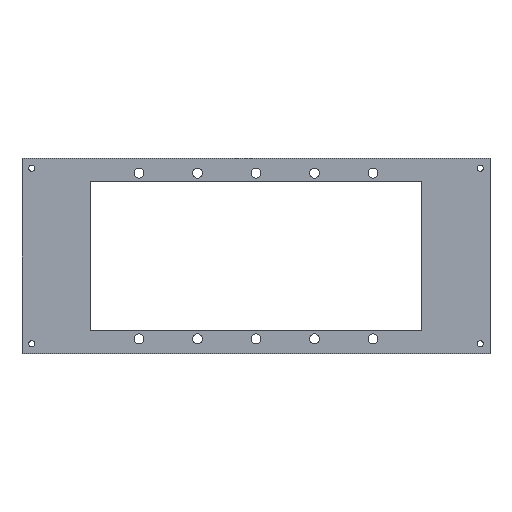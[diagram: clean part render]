
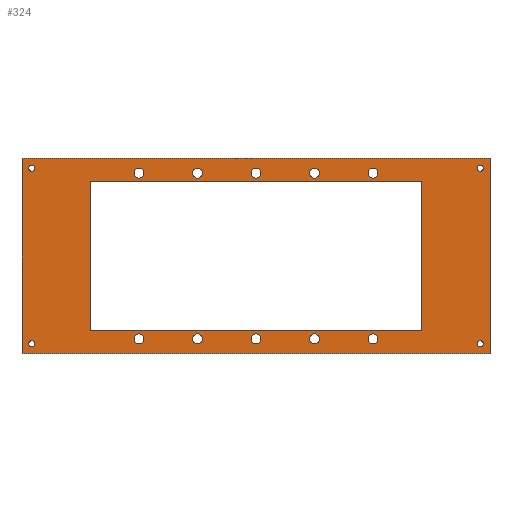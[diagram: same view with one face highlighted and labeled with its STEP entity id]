
A CAD part, top view. The second image highlights one B-rep face of the part: STEP entity #324.
In plain terms, the highlighted planar face has unit normal (0, 0, 1).
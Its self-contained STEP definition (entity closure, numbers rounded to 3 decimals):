
#24 = VERTEX_POINT('',#25);
#25 = CARTESIAN_POINT('',(-120.,50.,3.));
#31 = EDGE_CURVE('',#24,#32,#34,.T.);
#32 = VERTEX_POINT('',#33);
#33 = CARTESIAN_POINT('',(-120.,-50.,3.));
#34 = LINE('',#35,#36);
#35 = CARTESIAN_POINT('',(-120.,50.,3.));
#36 = VECTOR('',#37,1.);
#37 = DIRECTION('',(0.,-1.,0.));
#64 = VERTEX_POINT('',#65);
#65 = CARTESIAN_POINT('',(120.,50.,3.));
#71 = EDGE_CURVE('',#64,#24,#72,.T.);
#72 = LINE('',#73,#74);
#73 = CARTESIAN_POINT('',(120.,50.,3.));
#74 = VECTOR('',#75,1.);
#75 = DIRECTION('',(-1.,0.,0.));
#93 = EDGE_CURVE('',#32,#94,#96,.T.);
#94 = VERTEX_POINT('',#95);
#95 = CARTESIAN_POINT('',(120.,-50.,3.));
#96 = LINE('',#97,#98);
#97 = CARTESIAN_POINT('',(-120.,-50.,3.));
#98 = VECTOR('',#99,1.);
#99 = DIRECTION('',(1.,0.,0.));
#324 = ADVANCED_FACE('',(#325,#336,#347,#358,#369,#380,#391,#402,#413,
    #447,#458,#469,#480,#491,#502,#513),#524,.T.);
#325 = FACE_BOUND('',#326,.T.);
#326 = EDGE_LOOP('',(#327,#328,#329,#335));
#327 = ORIENTED_EDGE('',*,*,#31,.T.);
#328 = ORIENTED_EDGE('',*,*,#93,.T.);
#329 = ORIENTED_EDGE('',*,*,#330,.T.);
#330 = EDGE_CURVE('',#94,#64,#331,.T.);
#331 = LINE('',#332,#333);
#332 = CARTESIAN_POINT('',(120.,-50.,3.));
#333 = VECTOR('',#334,1.);
#334 = DIRECTION('',(0.,1.,0.));
#335 = ORIENTED_EDGE('',*,*,#71,.T.);
#336 = FACE_BOUND('',#337,.T.);
#337 = EDGE_LOOP('',(#338));
#338 = ORIENTED_EDGE('',*,*,#339,.F.);
#339 = EDGE_CURVE('',#340,#340,#342,.T.);
#340 = VERTEX_POINT('',#341);
#341 = CARTESIAN_POINT('',(-113.45,-45.,3.));
#342 = CIRCLE('',#343,1.55);
#343 = AXIS2_PLACEMENT_3D('',#344,#345,#346);
#344 = CARTESIAN_POINT('',(-115.,-45.,3.));
#345 = DIRECTION('',(0.,0.,1.));
#346 = DIRECTION('',(1.,0.,0.));
#347 = FACE_BOUND('',#348,.T.);
#348 = EDGE_LOOP('',(#349));
#349 = ORIENTED_EDGE('',*,*,#350,.F.);
#350 = EDGE_CURVE('',#351,#351,#353,.T.);
#351 = VERTEX_POINT('',#352);
#352 = CARTESIAN_POINT('',(-57.45,-42.5,3.));
#353 = CIRCLE('',#354,2.55);
#354 = AXIS2_PLACEMENT_3D('',#355,#356,#357);
#355 = CARTESIAN_POINT('',(-60.,-42.5,3.));
#356 = DIRECTION('',(0.,0.,1.));
#357 = DIRECTION('',(1.,0.,0.));
#358 = FACE_BOUND('',#359,.T.);
#359 = EDGE_LOOP('',(#360));
#360 = ORIENTED_EDGE('',*,*,#361,.F.);
#361 = EDGE_CURVE('',#362,#362,#364,.T.);
#362 = VERTEX_POINT('',#363);
#363 = CARTESIAN_POINT('',(-27.45,-42.5,3.));
#364 = CIRCLE('',#365,2.55);
#365 = AXIS2_PLACEMENT_3D('',#366,#367,#368);
#366 = CARTESIAN_POINT('',(-30.,-42.5,3.));
#367 = DIRECTION('',(0.,0.,1.));
#368 = DIRECTION('',(1.,0.,0.));
#369 = FACE_BOUND('',#370,.T.);
#370 = EDGE_LOOP('',(#371));
#371 = ORIENTED_EDGE('',*,*,#372,.F.);
#372 = EDGE_CURVE('',#373,#373,#375,.T.);
#373 = VERTEX_POINT('',#374);
#374 = CARTESIAN_POINT('',(2.55,-42.5,3.));
#375 = CIRCLE('',#376,2.55);
#376 = AXIS2_PLACEMENT_3D('',#377,#378,#379);
#377 = CARTESIAN_POINT('',(0.,-42.5,3.));
#378 = DIRECTION('',(0.,0.,1.));
#379 = DIRECTION('',(1.,0.,0.));
#380 = FACE_BOUND('',#381,.T.);
#381 = EDGE_LOOP('',(#382));
#382 = ORIENTED_EDGE('',*,*,#383,.F.);
#383 = EDGE_CURVE('',#384,#384,#386,.T.);
#384 = VERTEX_POINT('',#385);
#385 = CARTESIAN_POINT('',(32.55,-42.5,3.));
#386 = CIRCLE('',#387,2.55);
#387 = AXIS2_PLACEMENT_3D('',#388,#389,#390);
#388 = CARTESIAN_POINT('',(30.,-42.5,3.));
#389 = DIRECTION('',(0.,0.,1.));
#390 = DIRECTION('',(1.,0.,0.));
#391 = FACE_BOUND('',#392,.T.);
#392 = EDGE_LOOP('',(#393));
#393 = ORIENTED_EDGE('',*,*,#394,.F.);
#394 = EDGE_CURVE('',#395,#395,#397,.T.);
#395 = VERTEX_POINT('',#396);
#396 = CARTESIAN_POINT('',(62.55,-42.5,3.));
#397 = CIRCLE('',#398,2.55);
#398 = AXIS2_PLACEMENT_3D('',#399,#400,#401);
#399 = CARTESIAN_POINT('',(60.,-42.5,3.));
#400 = DIRECTION('',(0.,0.,1.));
#401 = DIRECTION('',(1.,0.,0.));
#402 = FACE_BOUND('',#403,.T.);
#403 = EDGE_LOOP('',(#404));
#404 = ORIENTED_EDGE('',*,*,#405,.T.);
#405 = EDGE_CURVE('',#406,#406,#408,.T.);
#406 = VERTEX_POINT('',#407);
#407 = CARTESIAN_POINT('',(113.45,-45.,3.));
#408 = CIRCLE('',#409,1.55);
#409 = AXIS2_PLACEMENT_3D('',#410,#411,#412);
#410 = CARTESIAN_POINT('',(115.,-45.,3.));
#411 = DIRECTION('',(0.,0.,-1.));
#412 = DIRECTION('',(-1.,-0.,-0.));
#413 = FACE_BOUND('',#414,.T.);
#414 = EDGE_LOOP('',(#415,#425,#433,#441));
#415 = ORIENTED_EDGE('',*,*,#416,.F.);
#416 = EDGE_CURVE('',#417,#419,#421,.T.);
#417 = VERTEX_POINT('',#418);
#418 = CARTESIAN_POINT('',(-85.,38.,3.));
#419 = VERTEX_POINT('',#420);
#420 = CARTESIAN_POINT('',(-85.,-38.,3.));
#421 = LINE('',#422,#423);
#422 = CARTESIAN_POINT('',(-85.,38.,3.));
#423 = VECTOR('',#424,1.);
#424 = DIRECTION('',(0.,-1.,0.));
#425 = ORIENTED_EDGE('',*,*,#426,.F.);
#426 = EDGE_CURVE('',#427,#417,#429,.T.);
#427 = VERTEX_POINT('',#428);
#428 = CARTESIAN_POINT('',(85.,38.,3.));
#429 = LINE('',#430,#431);
#430 = CARTESIAN_POINT('',(85.,38.,3.));
#431 = VECTOR('',#432,1.);
#432 = DIRECTION('',(-1.,0.,0.));
#433 = ORIENTED_EDGE('',*,*,#434,.F.);
#434 = EDGE_CURVE('',#435,#427,#437,.T.);
#435 = VERTEX_POINT('',#436);
#436 = CARTESIAN_POINT('',(85.,-38.,3.));
#437 = LINE('',#438,#439);
#438 = CARTESIAN_POINT('',(85.,-38.,3.));
#439 = VECTOR('',#440,1.);
#440 = DIRECTION('',(0.,1.,0.));
#441 = ORIENTED_EDGE('',*,*,#442,.F.);
#442 = EDGE_CURVE('',#419,#435,#443,.T.);
#443 = LINE('',#444,#445);
#444 = CARTESIAN_POINT('',(-85.,-38.,3.));
#445 = VECTOR('',#446,1.);
#446 = DIRECTION('',(1.,0.,0.));
#447 = FACE_BOUND('',#448,.T.);
#448 = EDGE_LOOP('',(#449));
#449 = ORIENTED_EDGE('',*,*,#450,.F.);
#450 = EDGE_CURVE('',#451,#451,#453,.T.);
#451 = VERTEX_POINT('',#452);
#452 = CARTESIAN_POINT('',(-113.45,45.,3.));
#453 = CIRCLE('',#454,1.55);
#454 = AXIS2_PLACEMENT_3D('',#455,#456,#457);
#455 = CARTESIAN_POINT('',(-115.,45.,3.));
#456 = DIRECTION('',(0.,0.,1.));
#457 = DIRECTION('',(1.,0.,0.));
#458 = FACE_BOUND('',#459,.T.);
#459 = EDGE_LOOP('',(#460));
#460 = ORIENTED_EDGE('',*,*,#461,.F.);
#461 = EDGE_CURVE('',#462,#462,#464,.T.);
#462 = VERTEX_POINT('',#463);
#463 = CARTESIAN_POINT('',(-57.45,42.5,3.));
#464 = CIRCLE('',#465,2.55);
#465 = AXIS2_PLACEMENT_3D('',#466,#467,#468);
#466 = CARTESIAN_POINT('',(-60.,42.5,3.));
#467 = DIRECTION('',(0.,0.,1.));
#468 = DIRECTION('',(1.,0.,0.));
#469 = FACE_BOUND('',#470,.T.);
#470 = EDGE_LOOP('',(#471));
#471 = ORIENTED_EDGE('',*,*,#472,.F.);
#472 = EDGE_CURVE('',#473,#473,#475,.T.);
#473 = VERTEX_POINT('',#474);
#474 = CARTESIAN_POINT('',(-27.45,42.5,3.));
#475 = CIRCLE('',#476,2.55);
#476 = AXIS2_PLACEMENT_3D('',#477,#478,#479);
#477 = CARTESIAN_POINT('',(-30.,42.5,3.));
#478 = DIRECTION('',(0.,0.,1.));
#479 = DIRECTION('',(1.,0.,0.));
#480 = FACE_BOUND('',#481,.T.);
#481 = EDGE_LOOP('',(#482));
#482 = ORIENTED_EDGE('',*,*,#483,.F.);
#483 = EDGE_CURVE('',#484,#484,#486,.T.);
#484 = VERTEX_POINT('',#485);
#485 = CARTESIAN_POINT('',(2.55,42.5,3.));
#486 = CIRCLE('',#487,2.55);
#487 = AXIS2_PLACEMENT_3D('',#488,#489,#490);
#488 = CARTESIAN_POINT('',(0.,42.5,3.));
#489 = DIRECTION('',(0.,0.,1.));
#490 = DIRECTION('',(1.,0.,0.));
#491 = FACE_BOUND('',#492,.T.);
#492 = EDGE_LOOP('',(#493));
#493 = ORIENTED_EDGE('',*,*,#494,.F.);
#494 = EDGE_CURVE('',#495,#495,#497,.T.);
#495 = VERTEX_POINT('',#496);
#496 = CARTESIAN_POINT('',(32.55,42.5,3.));
#497 = CIRCLE('',#498,2.55);
#498 = AXIS2_PLACEMENT_3D('',#499,#500,#501);
#499 = CARTESIAN_POINT('',(30.,42.5,3.));
#500 = DIRECTION('',(0.,0.,1.));
#501 = DIRECTION('',(1.,0.,0.));
#502 = FACE_BOUND('',#503,.T.);
#503 = EDGE_LOOP('',(#504));
#504 = ORIENTED_EDGE('',*,*,#505,.F.);
#505 = EDGE_CURVE('',#506,#506,#508,.T.);
#506 = VERTEX_POINT('',#507);
#507 = CARTESIAN_POINT('',(62.55,42.5,3.));
#508 = CIRCLE('',#509,2.55);
#509 = AXIS2_PLACEMENT_3D('',#510,#511,#512);
#510 = CARTESIAN_POINT('',(60.,42.5,3.));
#511 = DIRECTION('',(0.,0.,1.));
#512 = DIRECTION('',(1.,0.,0.));
#513 = FACE_BOUND('',#514,.T.);
#514 = EDGE_LOOP('',(#515));
#515 = ORIENTED_EDGE('',*,*,#516,.T.);
#516 = EDGE_CURVE('',#517,#517,#519,.T.);
#517 = VERTEX_POINT('',#518);
#518 = CARTESIAN_POINT('',(113.45,45.,3.));
#519 = CIRCLE('',#520,1.55);
#520 = AXIS2_PLACEMENT_3D('',#521,#522,#523);
#521 = CARTESIAN_POINT('',(115.,45.,3.));
#522 = DIRECTION('',(0.,0.,-1.));
#523 = DIRECTION('',(-1.,-0.,-0.));
#524 = PLANE('',#525);
#525 = AXIS2_PLACEMENT_3D('',#526,#527,#528);
#526 = CARTESIAN_POINT('',(0.,0.,3.));
#527 = DIRECTION('',(0.,0.,1.));
#528 = DIRECTION('',(1.,0.,0.));
